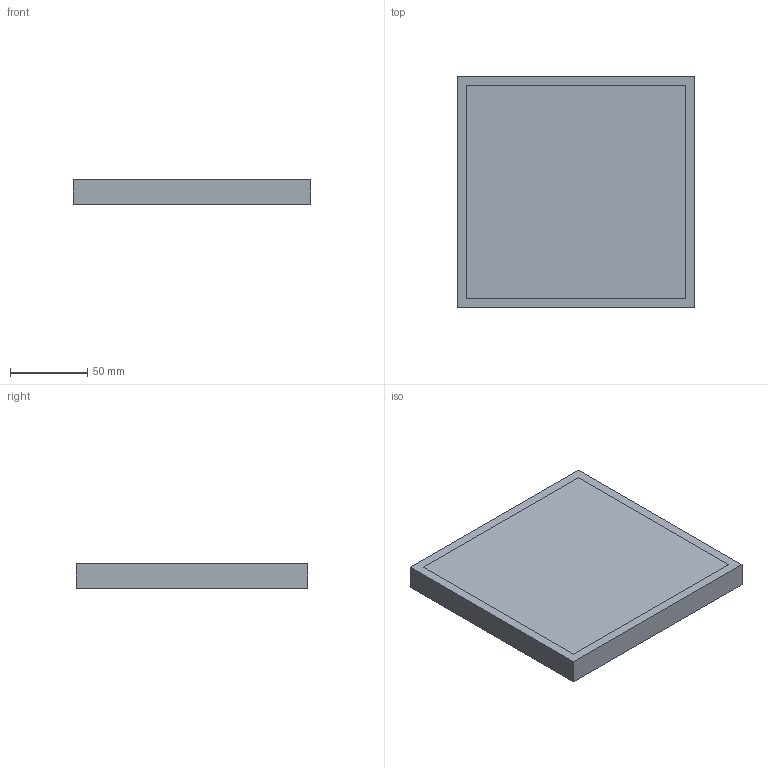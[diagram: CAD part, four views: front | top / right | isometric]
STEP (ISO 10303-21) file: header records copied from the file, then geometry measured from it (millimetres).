
FILE_DESCRIPTION (( 'STEP AP214' ), '1' );
FILE_NAME ('Electronics Box.STEP', '2025-09-19T19:19:30', ( '' ), ( '' ), 'SwSTEP 2.0', 'SolidWorks 2025', '' );
FILE_SCHEMA (( 'AUTOMOTIVE_DESIGN' ));
Length unit declared in the file: millimetre
Products named in the file (1): Electronics Box
Bounding box: 154 x 150.09 x 16 mm (x, y, z)
Volume: 137886.7 mm3; surface area: 83968.6 mm2
Topology: 2 solids, 2 shells, 212 faces, 450 edges, 300 vertices
Faces by surface type: cylinder 123, plane 89
Entity records: 5856 total; most frequent: DIRECTION 1122, CARTESIAN_POINT 963, ORIENTED_EDGE 900, AXIS2_PLACEMENT_3D 459, EDGE_CURVE 450, VERTEX_POINT 300, EDGE_LOOP 272, CIRCLE 246
